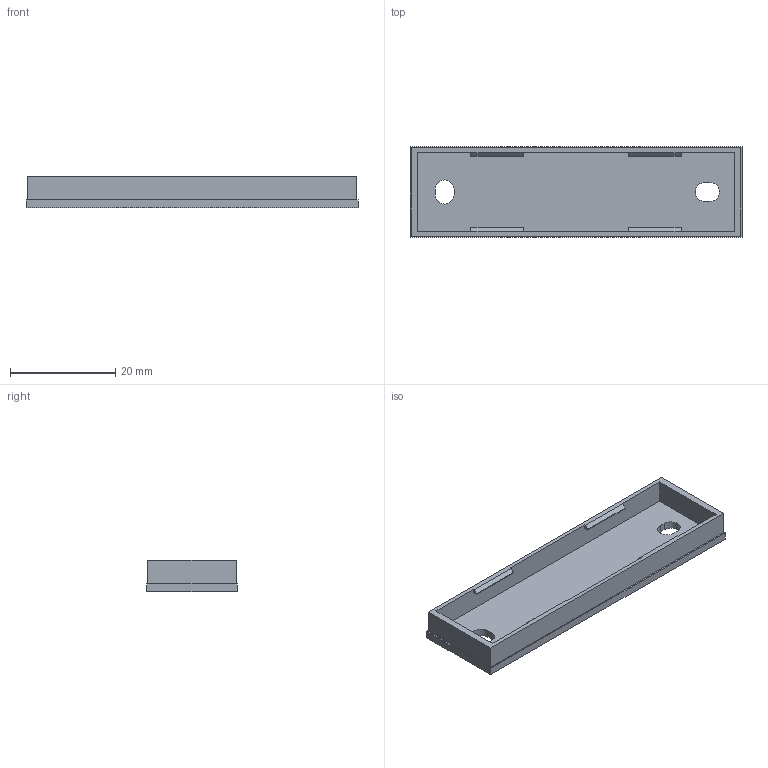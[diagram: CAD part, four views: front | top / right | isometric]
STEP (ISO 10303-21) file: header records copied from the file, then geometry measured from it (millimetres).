
FILE_DESCRIPTION(('SolidDesigner STEP Export'),'2;1');
FILE_NAME('0827453_CARRIER_EMP_60X15-select.stp','2015-07-14T10:30:51',(''),(''),'Creo Elements/Direct Modeling STEP processor for AP214 (Solid Model)','Creo Elements/Direct Modeling 18.1B 29-Sep-2012 (C) Parametric Technology GmbH','');
FILE_SCHEMA(('AUTOMOTIVE_DESIGN { 1 0 10303 214 1 1 1 1 }'));
Length unit declared in the file: millimetre
Products named in the file (2): 0827453_CARRIER_EMP_60X15-select
Assembly tree (1 placements, depth 2):
  0827453_CARRIER_EMP_60X15-select
    0827453_CARRIER_EMP_60X15-select
Bounding box: 63.2 x 17.2 x 6 mm (x, y, z)
Volume: 2236.4 mm3; surface area: 3847.3 mm2
Topology: 1 solids, 1 shells, 44 faces, 120 edges, 80 vertices
Faces by surface type: plane 40, cylinder 4
Entity records: 1773 total; most frequent: CARTESIAN_POINT 245, ORIENTED_EDGE 240, DIRECTION 219, EDGE_CURVE 120, VECTOR 111, LINE 111, VERTEX_POINT 80, AXIS2_PLACEMENT_3D 54
